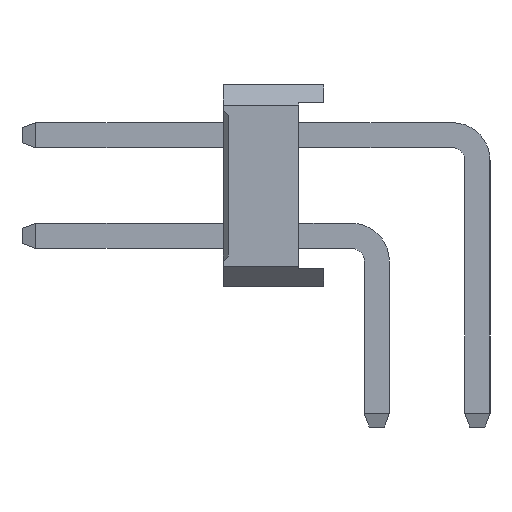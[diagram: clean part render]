
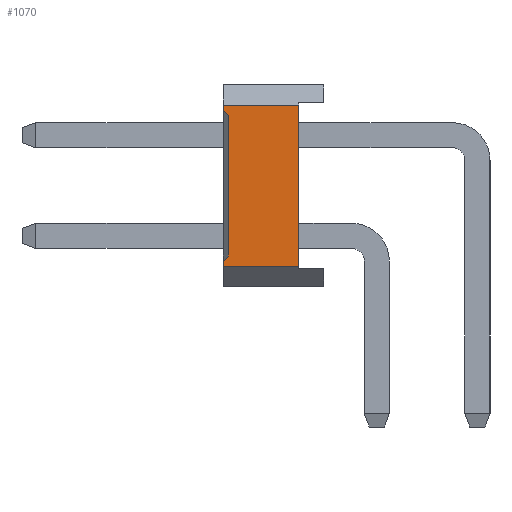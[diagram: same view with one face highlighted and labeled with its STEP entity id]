
A CAD part, left-side view. The second image highlights one B-rep face of the part: STEP entity #1070.
In plain terms, the highlighted planar face has unit normal (-1, 0, 0).
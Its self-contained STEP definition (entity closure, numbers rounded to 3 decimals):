
#1070=ADVANCED_FACE('',(#20432),#20434,.T.);
#20432=FACE_BOUND('',#20433,.T.);
#20433=EDGE_LOOP('',(#36125,#36126,#36127,#36128,#36129,#36130,#36131,#36132));
#20434=PLANE('',#20435);
#20435=AXIS2_PLACEMENT_3D('',#20436,#20437,#20438);
#20436=CARTESIAN_POINT('',(-1.,1.05,0.4));
#20437=DIRECTION('',(-1.,0.,0.));
#20438=DIRECTION('',(0.,0.,1.));
#36125=ORIENTED_EDGE('',*,*,#46513,.F.);
#36126=ORIENTED_EDGE('',*,*,#46514,.T.);
#36127=ORIENTED_EDGE('',*,*,#46515,.F.);
#36128=ORIENTED_EDGE('',*,*,#45579,.F.);
#36129=ORIENTED_EDGE('',*,*,#46511,.F.);
#36130=ORIENTED_EDGE('',*,*,#46516,.T.);
#36131=ORIENTED_EDGE('',*,*,#46517,.T.);
#36132=ORIENTED_EDGE('',*,*,#45583,.F.);
#45579=EDGE_CURVE('',#50998,#51000,#51001,.T.);
#45583=EDGE_CURVE('',#51006,#51008,#51009,.T.);
#46511=EDGE_CURVE('',#52750,#50998,#52752,.T.);
#46513=EDGE_CURVE('',#52754,#51006,#52755,.F.);
#46514=EDGE_CURVE('',#52754,#52756,#52757,.T.);
#46515=EDGE_CURVE('',#51000,#52756,#52758,.F.);
#46516=EDGE_CURVE('',#52750,#52759,#52760,.T.);
#46517=EDGE_CURVE('',#52759,#51008,#52761,.T.);
#50998=VERTEX_POINT('',#59870);
#51000=VERTEX_POINT('',#59874);
#51001=LINE('',#59875,#59876);
#51006=VERTEX_POINT('',#59886);
#51008=VERTEX_POINT('',#59890);
#51009=LINE('',#59891,#59892);
#52750=VERTEX_POINT('',#63486);
#52752=LINE('',#63490,#63491);
#52754=VERTEX_POINT('',#63496);
#52755=LINE('',#63497,#63498);
#52756=VERTEX_POINT('',#63500);
#52757=LINE('',#63501,#63502);
#52758=LINE('',#63504,#63505);
#52759=VERTEX_POINT('',#63507);
#52760=LINE('',#63508,#63509);
#52761=LINE('',#63511,#63512);
#59870=CARTESIAN_POINT('',(-1.,3.05,0.4));
#59874=CARTESIAN_POINT('',(-1.,3.05,0.5));
#59875=CARTESIAN_POINT('',(-1.,3.05,0.4));
#59876=VECTOR('',#59877,1.);
#59877=DIRECTION('',(0.,0.,1.));
#59886=CARTESIAN_POINT('',(-1.,3.05,3.5));
#59890=CARTESIAN_POINT('',(-1.,3.05,3.6));
#59891=CARTESIAN_POINT('',(-1.,3.05,3.5));
#59892=VECTOR('',#59893,1.);
#59893=DIRECTION('',(0.,0.,1.));
#63486=CARTESIAN_POINT('',(-1.,1.55,0.4));
#63490=CARTESIAN_POINT('',(-1.,1.55,0.4));
#63491=VECTOR('',#63492,1.);
#63492=DIRECTION('',(0.,1.,0.));
#63496=CARTESIAN_POINT('',(-1.,2.95,3.4));
#63497=CARTESIAN_POINT('',(-1.,3.05,3.5));
#63498=VECTOR('',#63499,1.);
#63499=DIRECTION('',(0.,-0.707,-0.707));
#63500=CARTESIAN_POINT('',(-1.,2.95,0.6));
#63501=CARTESIAN_POINT('',(-1.,2.95,3.4));
#63502=VECTOR('',#63503,1.);
#63503=DIRECTION('',(0.,0.,-1.));
#63504=CARTESIAN_POINT('',(-1.,2.95,0.6));
#63505=VECTOR('',#63506,1.);
#63506=DIRECTION('',(0.,0.707,-0.707));
#63507=CARTESIAN_POINT('',(-1.,1.55,3.6));
#63508=CARTESIAN_POINT('',(-1.,1.55,0.4));
#63509=VECTOR('',#63510,1.);
#63510=DIRECTION('',(0.,0.,1.));
#63511=CARTESIAN_POINT('',(-1.,1.55,3.6));
#63512=VECTOR('',#63513,1.);
#63513=DIRECTION('',(0.,1.,0.));
